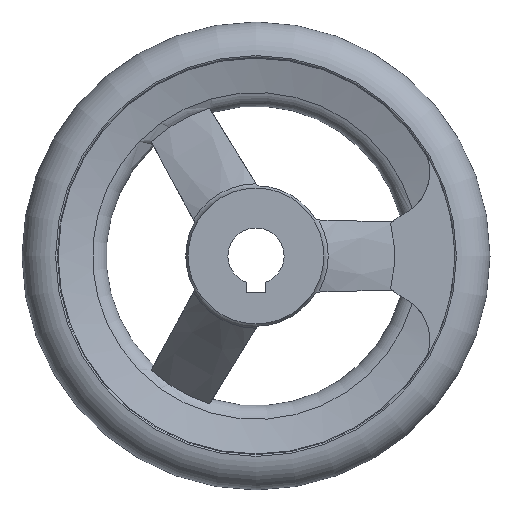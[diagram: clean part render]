
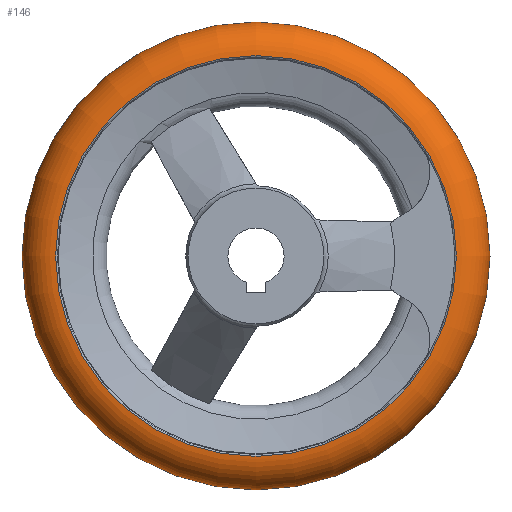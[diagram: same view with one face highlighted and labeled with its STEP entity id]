
A CAD part, front view. The second image highlights one B-rep face of the part: STEP entity #146.
In plain terms, the highlighted toroidal (fillet/blend) face has major radius 42.5 mm and minor radius 7.5 mm.
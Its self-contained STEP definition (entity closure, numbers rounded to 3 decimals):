
#146 = ADVANCED_FACE( '', ( #305, #306, #307 ), #308, .T. );
#305 = FACE_BOUND( '', #466, .T. );
#306 = FACE_OUTER_BOUND( '', #467, .T. );
#307 = FACE_OUTER_BOUND( '', #468, .T. );
#308 = TOROIDAL_SURFACE( '', #469, 42.5, 7.5 );
#466 = VERTEX_LOOP( '', #854 );
#467 = EDGE_LOOP( '', ( #855 ) );
#468 = EDGE_LOOP( '', ( #856 ) );
#469 = AXIS2_PLACEMENT_3D( '', #857, #858, #859 );
#854 = VERTEX_POINT( '', #1078 );
#855 = ORIENTED_EDGE( '', *, *, #1074, .T. );
#856 = ORIENTED_EDGE( '', *, *, #1079, .F. );
#857 = CARTESIAN_POINT( '', ( 0., 25.5, 0. ) );
#858 = DIRECTION( '', ( 0., -1., 0. ) );
#859 = DIRECTION( '', ( 0., 0., -1. ) );
#1074 = EDGE_CURVE( '', #1324, #1324, #1325, .T. );
#1078 = CARTESIAN_POINT( '', ( 0., 25.5, -50. ) );
#1079 = EDGE_CURVE( '', #1329, #1329, #1330, .T. );
#1324 = VERTEX_POINT( '', #1971 );
#1325 = CIRCLE( '', #1972, 42.813 );
#1329 = VERTEX_POINT( '', #1977 );
#1330 = CIRCLE( '', #1978, 42.813 );
#1971 = CARTESIAN_POINT( '', ( 0., 32.993, -42.813 ) );
#1972 = AXIS2_PLACEMENT_3D( '', #2168, #2169, #2170 );
#1977 = CARTESIAN_POINT( '', ( 0., 18.007, -42.813 ) );
#1978 = AXIS2_PLACEMENT_3D( '', #2172, #2173, #2174 );
#2168 = CARTESIAN_POINT( '', ( 0., 32.993, 0. ) );
#2169 = DIRECTION( '', ( 0., -1., 0. ) );
#2170 = DIRECTION( '', ( 0., 0., -1. ) );
#2172 = CARTESIAN_POINT( '', ( 0., 18.007, 0. ) );
#2173 = DIRECTION( '', ( 0., -1., 0. ) );
#2174 = DIRECTION( '', ( 0., 0., -1. ) );
